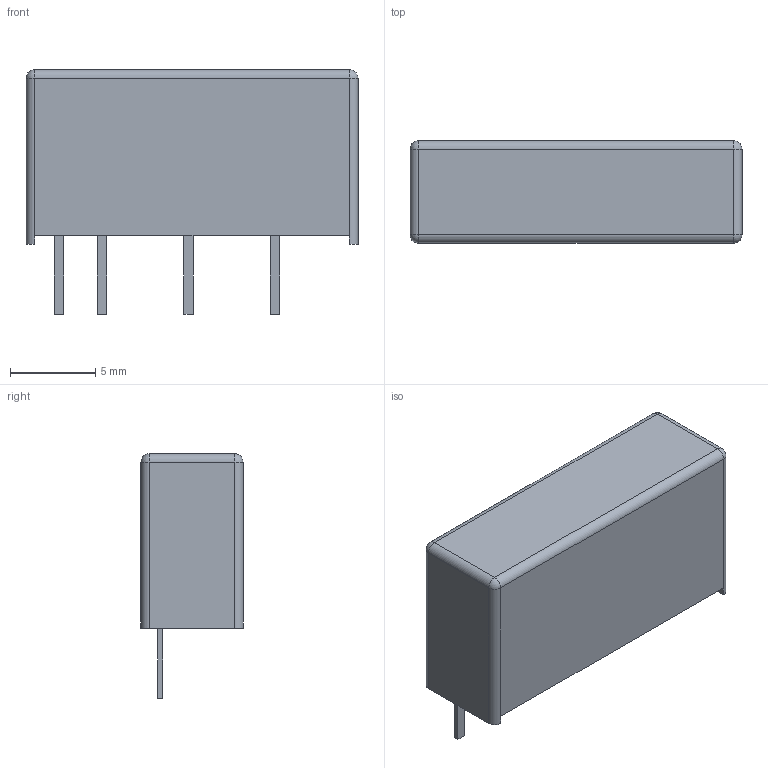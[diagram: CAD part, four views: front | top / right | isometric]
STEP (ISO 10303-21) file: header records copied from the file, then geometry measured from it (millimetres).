
FILE_DESCRIPTION(/* description */ (''),/* implementation_level */ '2;1');
FILE_NAME(/* name */ 'CRR1S0505SC.step',/* time_stamp */ '2018-01-23T19:03:31+09:00',/* author */ (''),/* organization */ (''),/* preprocessor_version */ 'ST-DEVELOPER v16.13',/* originating_system */ 'Autodesk Translation Framework v6.5.0.72',/* authorisation */ '');
FILE_SCHEMA (('AUTOMOTIVE_DESIGN { 1 0 10303 214 3 1 1 }'));
Length unit declared in the file: millimetre
Products named in the file (3): User Library-SIP7; User Library-SIP7__X2_0414043504420430043B044C_X0_4; User Library-SIP7_pin2
Assembly tree (5 placements, depth 2):
  User Library-SIP7
    User Library-SIP7__X2_0414043504420430043B044C_X0_4
    User Library-SIP7_pin2  x4
Bounding box: 19.5 x 6 x 14.35 mm (x, y, z)
Volume: 1141.9 mm3; surface area: 756.8 mm2
Topology: 5 solids, 5 shells, 46 faces, 92 edges, 56 vertices
Faces by surface type: plane 34, cylinder 8, sphere 4
Entity records: 831 total; most frequent: DIRECTION 144, CARTESIAN_POINT 124, ORIENTED_EDGE 112, EDGE_CURVE 56, AXIS2_PLACEMENT_3D 52, LINE 40, VECTOR 40, VERTEX_POINT 32
